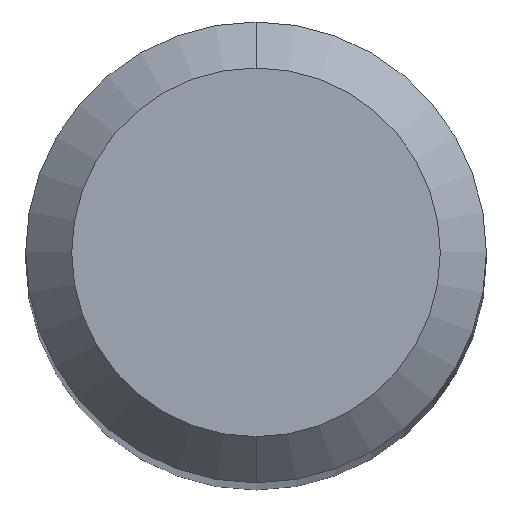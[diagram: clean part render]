
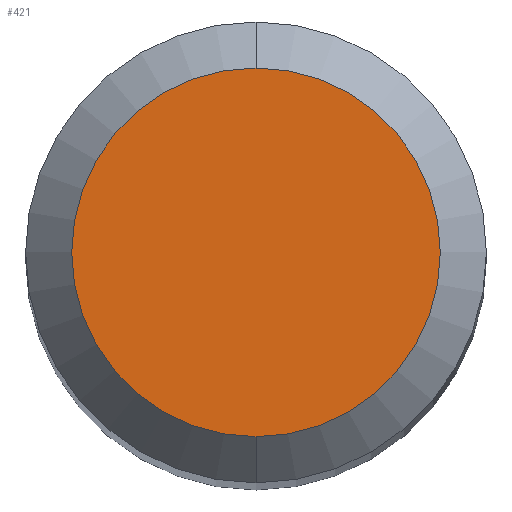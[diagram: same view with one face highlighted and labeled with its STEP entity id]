
A CAD part, top view. The second image highlights one B-rep face of the part: STEP entity #421.
In plain terms, the highlighted planar face has unit normal (0, 0, 1).
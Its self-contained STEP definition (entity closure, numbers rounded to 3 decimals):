
#411=EDGE_CURVE('',#557,#755,#1032,.T.);
#421=ADVANCED_FACE('',(#1042),#1043,.T.);
#557=VERTEX_POINT('',#1187);
#587=EDGE_CURVE('',#755,#557,#1219,.T.);
#755=VERTEX_POINT('',#1411);
#1032=CIRCLE('',#1869,1.2);
#1042=FACE_OUTER_BOUND('',#1944,.T.);
#1043=PLANE('',#1945);
#1187=CARTESIAN_POINT('',(0.,-1.2,0.0));
#1219=CIRCLE('',#2563,1.2);
#1411=CARTESIAN_POINT('',(0.0,1.2,0.0));
#1869=AXIS2_PLACEMENT_3D('',#5215,#5216,#5217);
#1944=EDGE_LOOP('',(#5222,#5223));
#1945=AXIS2_PLACEMENT_3D('',#5224,#5225,#5226);
#2563=AXIS2_PLACEMENT_3D('',#5360,#5361,#5362);
#5215=CARTESIAN_POINT('',(0.0,0.0,0.0));
#5216=DIRECTION('',(0.0,0.0,-1.0));
#5217=DIRECTION('',(0.0,1.0,0.0));
#5222=ORIENTED_EDGE('',*,*,#587,.F.);
#5223=ORIENTED_EDGE('',*,*,#411,.F.);
#5224=CARTESIAN_POINT('',(0.0,0.6,0.0));
#5225=DIRECTION('',(-0.0,0.0,1.0));
#5226=DIRECTION('',(0.0,-1.0,0.0));
#5360=CARTESIAN_POINT('',(0.0,0.0,0.0));
#5361=DIRECTION('',(0.0,0.0,-1.0));
#5362=DIRECTION('',(0.0,1.0,0.0));
